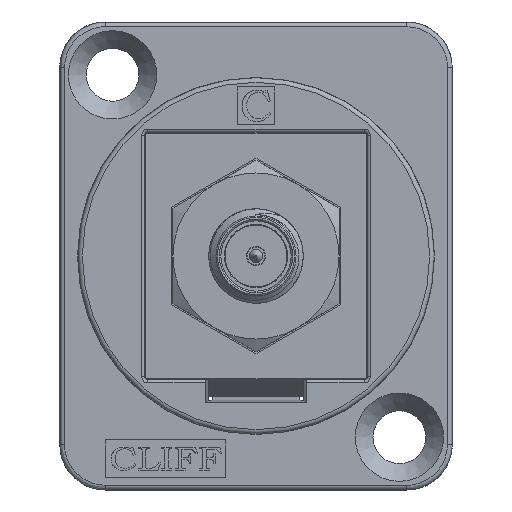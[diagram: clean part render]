
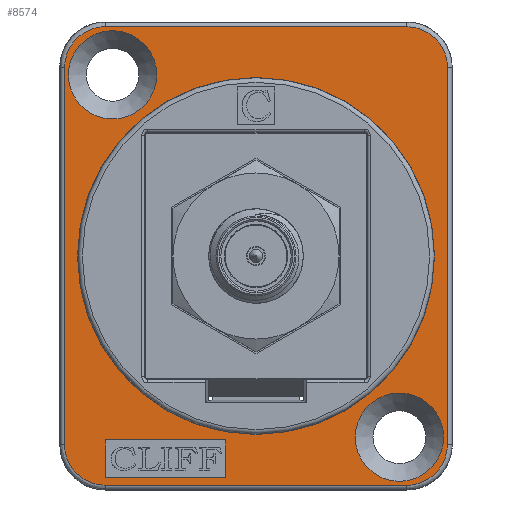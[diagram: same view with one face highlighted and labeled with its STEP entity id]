
A CAD part, front view. The second image highlights one B-rep face of the part: STEP entity #8574.
In plain terms, the highlighted planar face has unit normal (0, -1, 0).
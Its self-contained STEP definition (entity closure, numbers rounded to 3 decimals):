
#111=FACE_BOUND('',#1387,.T.);
#112=FACE_BOUND('',#1388,.T.);
#113=FACE_BOUND('',#1389,.T.);
#114=FACE_BOUND('',#1390,.T.);
#405=PLANE('',#9171);
#447=ELLIPSE('',#9172,2.7,2.7);
#448=ELLIPSE('',#9173,2.7,2.7);
#449=ELLIPSE('',#9174,2.7,2.7);
#450=ELLIPSE('',#9175,2.7,2.7);
#914=FACE_OUTER_BOUND('',#1386,.T.);
#1386=EDGE_LOOP('',(#7438,#7439,#7440,#7441,#7442,#7443,#7444,#7445));
#1387=EDGE_LOOP('',(#7446,#7447,#7448,#7449));
#1388=EDGE_LOOP('',(#7450));
#1389=EDGE_LOOP('',(#7451));
#1390=EDGE_LOOP('',(#7452));
#1553=CIRCLE('',#8972,11.823);
#1597=CIRCLE('',#9176,2.925);
#1598=CIRCLE('',#9177,2.925);
#2472=LINE('',#18355,#3193);
#2476=LINE('',#18363,#3197);
#2479=LINE('',#18369,#3200);
#2482=LINE('',#18374,#3203);
#2516=LINE('',#18483,#3237);
#2517=LINE('',#18487,#3238);
#2518=LINE('',#18491,#3239);
#2519=LINE('',#18494,#3240);
#3193=VECTOR('',#10895,2.5);
#3197=VECTOR('',#10901,8.);
#3200=VECTOR('',#10906,2.5);
#3203=VECTOR('',#10911,8.);
#3237=VECTOR('',#11009,24.965);
#3238=VECTOR('',#11012,19.965);
#3239=VECTOR('',#11015,24.965);
#3240=VECTOR('',#11018,19.965);
#3664=VERTEX_POINT('',#16425);
#3969=VERTEX_POINT('',#18353);
#3970=VERTEX_POINT('',#18354);
#3973=VERTEX_POINT('',#18362);
#3975=VERTEX_POINT('',#18368);
#4004=VERTEX_POINT('',#18479);
#4005=VERTEX_POINT('',#18480);
#4006=VERTEX_POINT('',#18482);
#4007=VERTEX_POINT('',#18484);
#4008=VERTEX_POINT('',#18486);
#4009=VERTEX_POINT('',#18488);
#4010=VERTEX_POINT('',#18490);
#4011=VERTEX_POINT('',#18492);
#4012=VERTEX_POINT('',#18495);
#4013=VERTEX_POINT('',#18497);
#4633=EDGE_CURVE('',#3664,#3664,#1553,.T.);
#5112=EDGE_CURVE('',#3969,#3970,#2472,.T.);
#5116=EDGE_CURVE('',#3973,#3969,#2476,.T.);
#5119=EDGE_CURVE('',#3975,#3973,#2479,.T.);
#5122=EDGE_CURVE('',#3970,#3975,#2482,.T.);
#5171=EDGE_CURVE('',#4004,#4005,#447,.T.);
#5172=EDGE_CURVE('',#4006,#4004,#2516,.T.);
#5173=EDGE_CURVE('',#4007,#4006,#448,.T.);
#5174=EDGE_CURVE('',#4008,#4007,#2517,.T.);
#5175=EDGE_CURVE('',#4009,#4008,#449,.T.);
#5176=EDGE_CURVE('',#4010,#4009,#2518,.T.);
#5177=EDGE_CURVE('',#4011,#4010,#450,.T.);
#5178=EDGE_CURVE('',#4005,#4011,#2519,.T.);
#5179=EDGE_CURVE('',#4012,#4012,#1597,.T.);
#5180=EDGE_CURVE('',#4013,#4013,#1598,.T.);
#7438=ORIENTED_EDGE('',*,*,#5171,.F.);
#7439=ORIENTED_EDGE('',*,*,#5172,.F.);
#7440=ORIENTED_EDGE('',*,*,#5173,.F.);
#7441=ORIENTED_EDGE('',*,*,#5174,.F.);
#7442=ORIENTED_EDGE('',*,*,#5175,.F.);
#7443=ORIENTED_EDGE('',*,*,#5176,.F.);
#7444=ORIENTED_EDGE('',*,*,#5177,.F.);
#7445=ORIENTED_EDGE('',*,*,#5178,.F.);
#7446=ORIENTED_EDGE('',*,*,#5112,.T.);
#7447=ORIENTED_EDGE('',*,*,#5122,.T.);
#7448=ORIENTED_EDGE('',*,*,#5119,.T.);
#7449=ORIENTED_EDGE('',*,*,#5116,.T.);
#7450=ORIENTED_EDGE('',*,*,#4633,.T.);
#7451=ORIENTED_EDGE('',*,*,#5179,.T.);
#7452=ORIENTED_EDGE('',*,*,#5180,.T.);
#8574=ADVANCED_FACE('',(#914,#111,#112,#113,#114),#405,.T.);
#8972=AXIS2_PLACEMENT_3D('',#16426,#10230,#10231);
#9171=AXIS2_PLACEMENT_3D('',#18478,#11005,#11006);
#9172=AXIS2_PLACEMENT_3D('',#18481,#11007,#11008);
#9173=AXIS2_PLACEMENT_3D('',#18485,#11010,#11011);
#9174=AXIS2_PLACEMENT_3D('',#18489,#11013,#11014);
#9175=AXIS2_PLACEMENT_3D('',#18493,#11016,#11017);
#9176=AXIS2_PLACEMENT_3D('',#18496,#11019,#11020);
#9177=AXIS2_PLACEMENT_3D('',#18498,#11021,#11022);
#10230=DIRECTION('center_axis',(0.,1.,0.));
#10231=DIRECTION('ref_axis',(-1.,0.,0.));
#10895=DIRECTION('',(0.,0.,1.));
#10901=DIRECTION('',(-1.,0.,0.));
#10906=DIRECTION('',(0.,0.,-1.));
#10911=DIRECTION('',(1.,0.,0.));
#11005=DIRECTION('center_axis',(0.,-1.,0.));
#11006=DIRECTION('ref_axis',(1.,0.,0.));
#11007=DIRECTION('center_axis',(0.,1.,0.));
#11008=DIRECTION('ref_axis',(-0.707,0.,0.707));
#11009=DIRECTION('',(0.,0.,1.));
#11010=DIRECTION('center_axis',(0.,1.,0.));
#11011=DIRECTION('ref_axis',(-0.707,0.,-0.707));
#11012=DIRECTION('',(-1.,0.,0.));
#11013=DIRECTION('center_axis',(0.,1.,0.));
#11014=DIRECTION('ref_axis',(0.707,0.,-0.707));
#11015=DIRECTION('',(0.,0.,-1.));
#11016=DIRECTION('center_axis',(0.,1.,0.));
#11017=DIRECTION('ref_axis',(0.707,0.,0.707));
#11018=DIRECTION('',(1.,0.,0.));
#11019=DIRECTION('center_axis',(0.,1.,0.));
#11020=DIRECTION('ref_axis',(1.,0.,0.));
#11021=DIRECTION('center_axis',(0.,1.,0.));
#11022=DIRECTION('ref_axis',(1.,0.,0.));
#16425=CARTESIAN_POINT('',(11.823,-2.3,0.));
#16426=CARTESIAN_POINT('Origin',(0.,-2.3,0.));
#18353=CARTESIAN_POINT('',(-10.,-2.3,-14.683));
#18354=CARTESIAN_POINT('',(-10.,-2.3,-12.183));
#18355=CARTESIAN_POINT('',(-10.,-2.3,-7.341));
#18362=CARTESIAN_POINT('',(-2.,-2.3,-14.683));
#18363=CARTESIAN_POINT('',(-1.,-2.3,-14.683));
#18368=CARTESIAN_POINT('',(-2.,-2.3,-12.183));
#18369=CARTESIAN_POINT('',(-2.,-2.3,-6.091));
#18374=CARTESIAN_POINT('',(-5.,-2.3,-12.183));
#18478=CARTESIAN_POINT('Origin',(0.,-2.3,0.));
#18479=CARTESIAN_POINT('',(-12.683,-2.3,12.483));
#18480=CARTESIAN_POINT('',(-9.983,-2.3,15.183));
#18481=CARTESIAN_POINT('Origin',(-9.982,-2.3,12.482));
#18482=CARTESIAN_POINT('',(-12.683,-2.3,-12.483));
#18483=CARTESIAN_POINT('',(-12.683,-2.3,-7.75));
#18484=CARTESIAN_POINT('',(-9.983,-2.3,-15.183));
#18485=CARTESIAN_POINT('Origin',(-9.982,-2.3,-12.482));
#18486=CARTESIAN_POINT('',(9.983,-2.3,-15.183));
#18487=CARTESIAN_POINT('',(6.5,-2.3,-15.183));
#18488=CARTESIAN_POINT('',(12.683,-2.3,-12.483));
#18489=CARTESIAN_POINT('Origin',(9.982,-2.3,-12.482));
#18490=CARTESIAN_POINT('',(12.683,-2.3,12.483));
#18491=CARTESIAN_POINT('',(12.683,-2.3,7.75));
#18492=CARTESIAN_POINT('',(9.983,-2.3,15.183));
#18493=CARTESIAN_POINT('Origin',(9.982,-2.3,12.482));
#18494=CARTESIAN_POINT('',(-6.5,-2.3,15.183));
#18495=CARTESIAN_POINT('',(6.575,-2.3,-12.));
#18496=CARTESIAN_POINT('Origin',(9.5,-2.3,-12.));
#18497=CARTESIAN_POINT('',(-12.425,-2.3,12.));
#18498=CARTESIAN_POINT('Origin',(-9.5,-2.3,12.));
